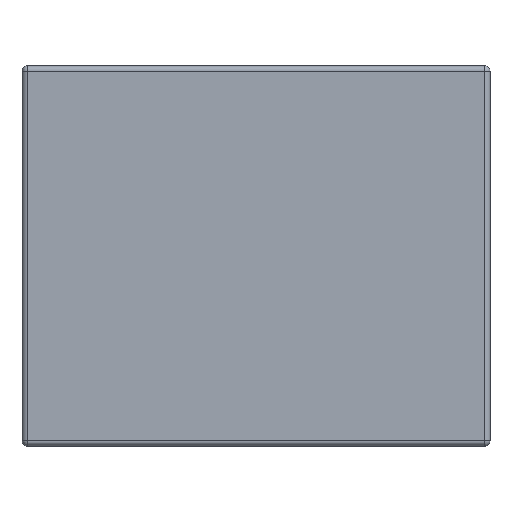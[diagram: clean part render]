
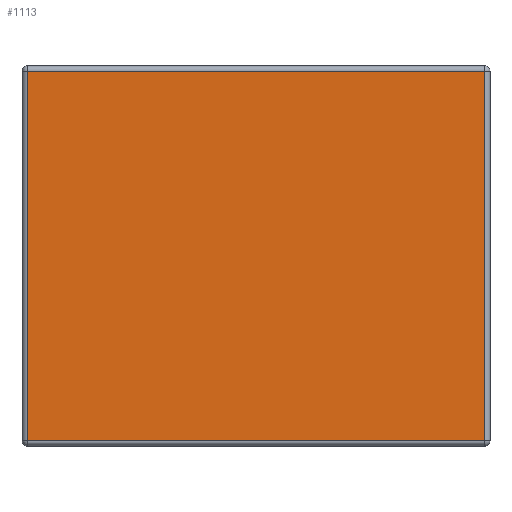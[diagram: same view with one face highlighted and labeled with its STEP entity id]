
A CAD part, front view. The second image highlights one B-rep face of the part: STEP entity #1113.
In plain terms, the highlighted planar face has unit normal (0, -1, 0).
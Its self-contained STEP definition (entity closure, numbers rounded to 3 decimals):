
#69 = CARTESIAN_POINT ( 'NONE',  ( 41.75, -6., 34.75 ) ) ;
#78 = ORIENTED_EDGE ( 'NONE', *, *, #174, .T. ) ;
#174 = EDGE_CURVE ( 'NONE', #1025, #2540, #1731, .T. ) ;
#237 = EDGE_CURVE ( 'NONE', #2594, #1501, #300, .T. ) ;
#300 = LINE ( 'NONE', #923, #1974 ) ;
#339 = CARTESIAN_POINT ( 'NONE',  ( -41.75, -6., 33.75 ) ) ;
#434 = DIRECTION ( 'NONE',  ( 0., 0., -1. ) ) ;
#445 = DIRECTION ( 'NONE',  ( 0., 0., 1. ) ) ;
#456 = CARTESIAN_POINT ( 'NONE',  ( 41.75, -6., -33.75 ) ) ;
#483 = DIRECTION ( 'NONE',  ( 0., 0., 1. ) ) ;
#651 = CARTESIAN_POINT ( 'NONE',  ( -41.75, -6., -34.75 ) ) ;
#666 = VECTOR ( 'NONE', #2162, 1000. ) ;
#695 = ORIENTED_EDGE ( 'NONE', *, *, #237, .T. ) ;
#883 = LINE ( 'NONE', #69, #2375 ) ;
#911 = DIRECTION ( 'NONE',  ( -1., 0., 0. ) ) ;
#923 = CARTESIAN_POINT ( 'NONE',  ( -42.75, -6., 33.75 ) ) ;
#1025 = VERTEX_POINT ( 'NONE', #2485 ) ;
#1094 = CARTESIAN_POINT ( 'NONE',  ( 0., -6., 0. ) ) ;
#1113 = ADVANCED_FACE ( 'NONE', ( #2308 ), #1921, .F. ) ;
#1190 = VECTOR ( 'NONE', #434, 1000. ) ;
#1494 = CARTESIAN_POINT ( 'NONE',  ( 41.75, -6., 33.75 ) ) ;
#1501 = VERTEX_POINT ( 'NONE', #339 ) ;
#1646 = EDGE_CURVE ( 'NONE', #1501, #1025, #2527, .T. ) ;
#1685 = EDGE_CURVE ( 'NONE', #2540, #2594, #883, .T. ) ;
#1731 = LINE ( 'NONE', #1742, #666 ) ;
#1742 = CARTESIAN_POINT ( 'NONE',  ( 42.75, -6., -33.75 ) ) ;
#1921 = PLANE ( 'NONE',  #2323 ) ;
#1974 = VECTOR ( 'NONE', #911, 1000. ) ;
#1981 = DIRECTION ( 'NONE',  ( 0., 1., 0. ) ) ;
#2024 = ORIENTED_EDGE ( 'NONE', *, *, #1646, .T. ) ;
#2070 = ORIENTED_EDGE ( 'NONE', *, *, #1685, .T. ) ;
#2162 = DIRECTION ( 'NONE',  ( 1., 0., 0. ) ) ;
#2308 = FACE_OUTER_BOUND ( 'NONE', #2326, .T. ) ;
#2323 = AXIS2_PLACEMENT_3D ( 'NONE', #1094, #1981, #445 ) ;
#2326 = EDGE_LOOP ( 'NONE', ( #2070, #695, #2024, #78 ) ) ;
#2375 = VECTOR ( 'NONE', #483, 1000. ) ;
#2485 = CARTESIAN_POINT ( 'NONE',  ( -41.75, -6., -33.75 ) ) ;
#2527 = LINE ( 'NONE', #651, #1190 ) ;
#2540 = VERTEX_POINT ( 'NONE', #456 ) ;
#2594 = VERTEX_POINT ( 'NONE', #1494 ) ;
